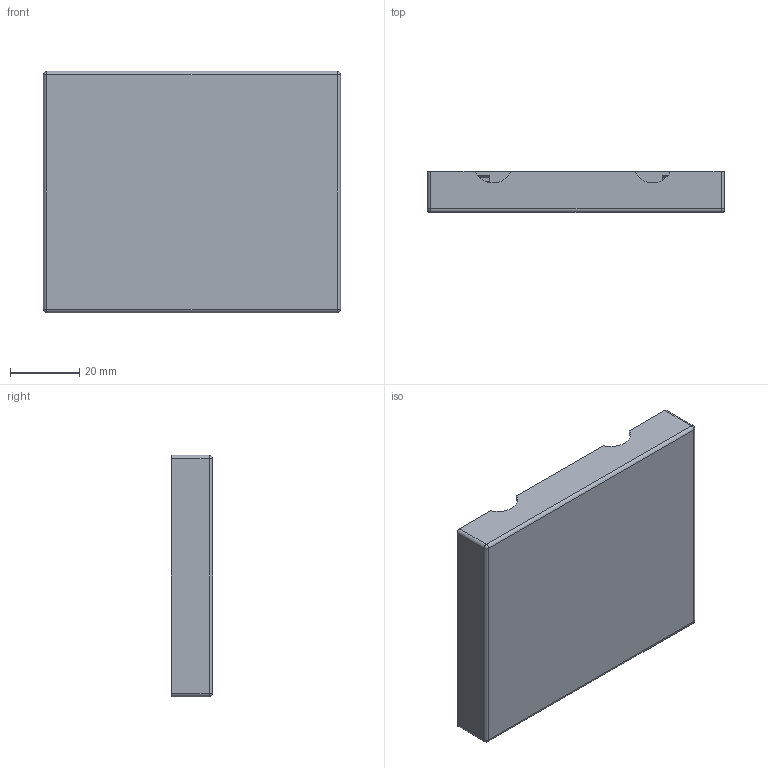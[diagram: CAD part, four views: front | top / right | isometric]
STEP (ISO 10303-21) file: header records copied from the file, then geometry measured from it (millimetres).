
FILE_DESCRIPTION (( 'STEP AP203' ), '1' );
FILE_NAME ('SMG XYL J2 ENC 2 BASE V3.STEP', '2025-06-29T11:51:28', ( '' ), ( '' ), 'SwSTEP 2.0', 'SolidWorks 2019', '' );
FILE_SCHEMA (( 'CONFIG_CONTROL_DESIGN' ));
Length unit declared in the file: millimetre
Products named in the file (1): SMG XYL J2 ENC 2 BASE V3
Bounding box: 85.5 x 11.9 x 69.5 mm (x, y, z)
Volume: 20792.1 mm3; surface area: 18476.5 mm2
Topology: 1 solids, 1 shells, 95 faces, 220 edges, 140 vertices
Faces by surface type: plane 65, cylinder 26, sphere 4
Entity records: 2723 total; most frequent: DIRECTION 460, CARTESIAN_POINT 452, ORIENTED_EDGE 432, EDGE_CURVE 216, LINE 164, VECTOR 164, AXIS2_PLACEMENT_3D 148, VERTEX_POINT 140
